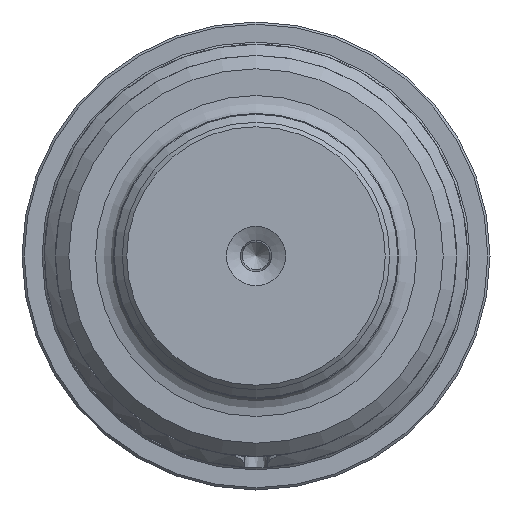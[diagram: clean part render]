
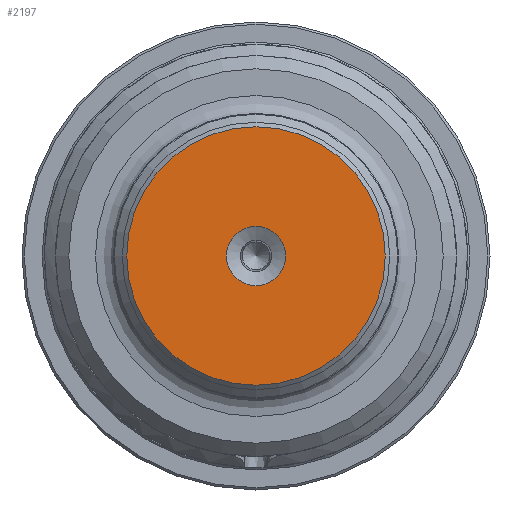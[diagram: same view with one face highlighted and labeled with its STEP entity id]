
A CAD part, left-side view. The second image highlights one B-rep face of the part: STEP entity #2197.
In plain terms, the highlighted planar face has unit normal (-1, 0, 0).
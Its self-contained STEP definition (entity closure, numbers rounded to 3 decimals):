
#2197=ADVANCED_FACE('',(#4078,#4080),#4082,.T.);
#4078=FACE_BOUND('',#4079,.T.);
#4079=EDGE_LOOP('',(#5180));
#4080=FACE_BOUND('',#4081,.T.);
#4081=EDGE_LOOP('',(#5181));
#4082=PLANE('',#4083);
#4083=AXIS2_PLACEMENT_3D('',#4084,#4085,#4086);
#4084=CARTESIAN_POINT('',(-2918.,0.,0.));
#4085=DIRECTION('',(-1.,0.,0.));
#4086=DIRECTION('',(0.,0.,1.));
#5180=ORIENTED_EDGE('',*,*,#5709,.T.);
#5181=ORIENTED_EDGE('',*,*,#5710,.T.);
#5709=EDGE_CURVE('',#6566,#6566,#6567,.T.);
#5710=EDGE_CURVE('',#6568,#6568,#6569,.T.);
#6566=VERTEX_POINT('',#14171);
#6567=CIRCLE('',#14172,29.);
#6568=VERTEX_POINT('',#14176);
#6569=CIRCLE('',#14177,6.65);
#14171=CARTESIAN_POINT('',(-2918.,0.,29.));
#14172=AXIS2_PLACEMENT_3D('',#14173,#14174,#14175);
#14173=CARTESIAN_POINT('',(-2918.,0.,0.));
#14174=DIRECTION('',(-1.,0.,0.));
#14175=DIRECTION('',(0.,0.,1.));
#14176=CARTESIAN_POINT('',(-2918.,0.,6.65));
#14177=AXIS2_PLACEMENT_3D('',#14178,#14179,#14180);
#14178=CARTESIAN_POINT('',(-2918.,0.,0.));
#14179=DIRECTION('',(1.,0.,0.));
#14180=DIRECTION('',(0.,0.,1.));
